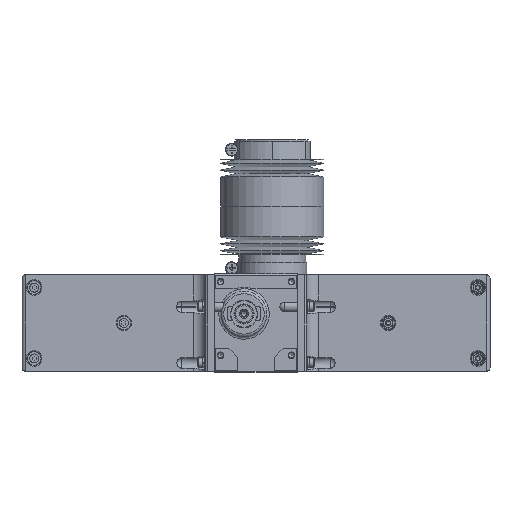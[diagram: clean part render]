
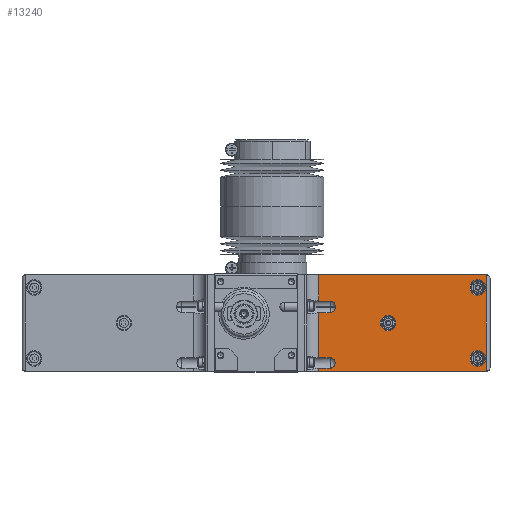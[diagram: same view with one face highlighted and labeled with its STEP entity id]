
A CAD part, top view. The second image highlights one B-rep face of the part: STEP entity #13240.
In plain terms, the highlighted face is planar.
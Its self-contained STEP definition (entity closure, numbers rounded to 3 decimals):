
#841=LINE('',#20737,#1900);
#843=LINE('',#20745,#1902);
#847=LINE('',#20759,#1906);
#849=LINE('',#20770,#1908);
#853=LINE('',#20794,#1912);
#854=LINE('',#20795,#1913);
#858=LINE('',#20819,#1917);
#859=LINE('',#20823,#1918);
#860=LINE('',#20824,#1919);
#861=LINE('',#20828,#1920);
#862=LINE('',#20832,#1921);
#1900=VECTOR('',#16492,1000.);
#1902=VECTOR('',#16500,1000.);
#1906=VECTOR('',#16516,1000.);
#1908=VECTOR('',#16522,1000.);
#1912=VECTOR('',#16530,1000.);
#1913=VECTOR('',#16531,1000.);
#1917=VECTOR('',#16547,1000.);
#1918=VECTOR('',#16550,1000.);
#1919=VECTOR('',#16551,1000.);
#1920=VECTOR('',#16554,1000.);
#1921=VECTOR('',#16557,1000.);
#3604=ORIENTED_EDGE('',*,*,#6800,.F.);
#3605=ORIENTED_EDGE('',*,*,#6801,.F.);
#3606=ORIENTED_EDGE('',*,*,#6802,.F.);
#3607=ORIENTED_EDGE('',*,*,#6803,.T.);
#3608=ORIENTED_EDGE('',*,*,#6804,.T.);
#3609=ORIENTED_EDGE('',*,*,#6805,.T.);
#3610=ORIENTED_EDGE('',*,*,#6793,.T.);
#3611=ORIENTED_EDGE('',*,*,#6770,.T.);
#3612=ORIENTED_EDGE('',*,*,#6781,.F.);
#3613=ORIENTED_EDGE('',*,*,#6774,.F.);
#3614=ORIENTED_EDGE('',*,*,#6792,.T.);
#3615=ORIENTED_EDGE('',*,*,#6806,.T.);
#3616=ORIENTED_EDGE('',*,*,#6807,.T.);
#3617=ORIENTED_EDGE('',*,*,#6808,.F.);
#3618=ORIENTED_EDGE('',*,*,#6809,.T.);
#3619=ORIENTED_EDGE('',*,*,#6810,.T.);
#3620=ORIENTED_EDGE('',*,*,#6784,.T.);
#6770=EDGE_CURVE('',#8466,#8465,#841,.T.);
#6774=EDGE_CURVE('',#8469,#8470,#843,.T.);
#6781=EDGE_CURVE('',#8470,#8465,#847,.T.);
#6784=EDGE_CURVE('',#8475,#8473,#849,.T.);
#6792=EDGE_CURVE('',#8469,#8482,#853,.T.);
#6793=EDGE_CURVE('',#8483,#8466,#854,.T.);
#6800=EDGE_CURVE('',#8489,#8489,#9624,.T.);
#6801=EDGE_CURVE('',#8490,#8490,#9625,.T.);
#6802=EDGE_CURVE('',#8491,#8491,#9626,.T.);
#6803=EDGE_CURVE('',#8473,#8492,#858,.F.);
#6804=EDGE_CURVE('',#8492,#8493,#9627,.T.);
#6805=EDGE_CURVE('',#8493,#8483,#859,.T.);
#6806=EDGE_CURVE('',#8482,#8494,#860,.F.);
#6807=EDGE_CURVE('',#8494,#8495,#9628,.T.);
#6808=EDGE_CURVE('',#8496,#8495,#861,.T.);
#6809=EDGE_CURVE('',#8496,#8497,#9629,.T.);
#6810=EDGE_CURVE('',#8497,#8475,#862,.T.);
#8465=VERTEX_POINT('',#20734);
#8466=VERTEX_POINT('',#20738);
#8469=VERTEX_POINT('',#20746);
#8470=VERTEX_POINT('',#20747);
#8473=VERTEX_POINT('',#20768);
#8475=VERTEX_POINT('',#20771);
#8482=VERTEX_POINT('',#20793);
#8483=VERTEX_POINT('',#20796);
#8489=VERTEX_POINT('',#20814);
#8490=VERTEX_POINT('',#20816);
#8491=VERTEX_POINT('',#20818);
#8492=VERTEX_POINT('',#20820);
#8493=VERTEX_POINT('',#20822);
#8494=VERTEX_POINT('',#20825);
#8495=VERTEX_POINT('',#20827);
#8496=VERTEX_POINT('',#20829);
#8497=VERTEX_POINT('',#20831);
#9624=CIRCLE('',#14371,6.);
#9625=CIRCLE('',#14372,6.);
#9626=CIRCLE('',#14373,6.);
#9627=CIRCLE('',#14374,4.);
#9628=CIRCLE('',#14375,4.);
#9629=CIRCLE('',#14376,4.);
#10356=EDGE_LOOP('',(#3604));
#10357=EDGE_LOOP('',(#3605));
#10358=EDGE_LOOP('',(#3606));
#10359=EDGE_LOOP('',(#3607,#3608,#3609,#3610,#3611,#3612,#3613,#3614,#3615,
#3616,#3617,#3618,#3619,#3620));
#11590=FACE_BOUND('',#10356,.T.);
#11591=FACE_BOUND('',#10357,.T.);
#11592=FACE_BOUND('',#10358,.T.);
#11593=FACE_BOUND('',#10359,.T.);
#12651=PLANE('',#14370);
#13240=ADVANCED_FACE('',(#11590,#11591,#11592,#11593),#12651,.F.);
#14370=AXIS2_PLACEMENT_3D('',#20812,#16539,#16540);
#14371=AXIS2_PLACEMENT_3D('',#20813,#16541,#16542);
#14372=AXIS2_PLACEMENT_3D('',#20815,#16543,#16544);
#14373=AXIS2_PLACEMENT_3D('',#20817,#16545,#16546);
#14374=AXIS2_PLACEMENT_3D('',#20821,#16548,#16549);
#14375=AXIS2_PLACEMENT_3D('',#20826,#16552,#16553);
#14376=AXIS2_PLACEMENT_3D('',#20830,#16555,#16556);
#16492=DIRECTION('',(-1.,0.,0.));
#16500=DIRECTION('',(-1.,0.,0.));
#16516=DIRECTION('',(0.,-1.,0.));
#16522=DIRECTION('',(0.,-1.,0.));
#16530=DIRECTION('',(0.,-1.,0.));
#16531=DIRECTION('',(0.,-1.,0.));
#16539=DIRECTION('',(0.,0.,1.));
#16540=DIRECTION('',(1.,0.,0.));
#16541=DIRECTION('',(0.,0.,-1.));
#16542=DIRECTION('',(-1.,0.,0.));
#16543=DIRECTION('',(0.,0.,-1.));
#16544=DIRECTION('',(-1.,0.,0.));
#16545=DIRECTION('',(0.,0.,-1.));
#16546=DIRECTION('',(-1.,0.,0.));
#16547=DIRECTION('',(1.,0.,0.));
#16548=DIRECTION('',(0.,0.,1.));
#16549=DIRECTION('',(1.,0.,0.));
#16550=DIRECTION('',(1.,0.,0.));
#16551=DIRECTION('',(1.,0.,0.));
#16552=DIRECTION('',(0.,0.,1.));
#16553=DIRECTION('',(1.,0.,0.));
#16554=DIRECTION('',(0.,1.,0.));
#16555=DIRECTION('',(0.,0.,1.));
#16556=DIRECTION('',(1.,0.,0.));
#16557=DIRECTION('',(1.,0.,0.));
#20734=CARTESIAN_POINT('',(-146.,-37.5,-16.));
#20737=CARTESIAN_POINT('',(-16.183,-37.5,-16.));
#20738=CARTESIAN_POINT('',(-16.183,-37.5,-16.));
#20745=CARTESIAN_POINT('',(-16.183,37.5,-16.));
#20746=CARTESIAN_POINT('',(-16.183,37.5,-16.));
#20747=CARTESIAN_POINT('',(-146.,37.5,-16.));
#20759=CARTESIAN_POINT('',(-146.,37.5,-16.));
#20768=CARTESIAN_POINT('',(-16.183,-27.,-16.));
#20770=CARTESIAN_POINT('',(-16.183,37.5,-16.));
#20771=CARTESIAN_POINT('',(-16.183,8.,-16.));
#20793=CARTESIAN_POINT('',(-16.183,17.,-16.));
#20794=CARTESIAN_POINT('',(-16.183,37.5,-16.));
#20795=CARTESIAN_POINT('',(-16.183,37.5,-16.));
#20796=CARTESIAN_POINT('',(-16.183,-35.,-16.));
#20812=CARTESIAN_POINT('',(-16.183,37.5,-16.));
#20813=CARTESIAN_POINT('',(-70.,0.,-16.));
#20814=CARTESIAN_POINT('',(-76.,0.,-16.));
#20815=CARTESIAN_POINT('',(-139.5,-27.5,-16.));
#20816=CARTESIAN_POINT('',(-145.5,-27.5,-16.));
#20817=CARTESIAN_POINT('',(-139.5,27.5,-16.));
#20818=CARTESIAN_POINT('',(-145.5,27.5,-16.));
#20819=CARTESIAN_POINT('',(-25.,-27.,-16.));
#20820=CARTESIAN_POINT('',(-25.,-27.,-16.));
#20821=CARTESIAN_POINT('',(-25.,-31.,-16.));
#20822=CARTESIAN_POINT('',(-25.,-35.,-16.));
#20823=CARTESIAN_POINT('',(-25.,-35.,-16.));
#20824=CARTESIAN_POINT('',(-25.,17.,-16.));
#20825=CARTESIAN_POINT('',(-25.,17.,-16.));
#20826=CARTESIAN_POINT('',(-25.,13.,-16.));
#20827=CARTESIAN_POINT('',(-29.,13.,-16.));
#20828=CARTESIAN_POINT('',(-29.,18.,-16.));
#20829=CARTESIAN_POINT('',(-29.,12.,-16.));
#20830=CARTESIAN_POINT('',(-25.,12.,-16.));
#20831=CARTESIAN_POINT('',(-25.,8.,-16.));
#20832=CARTESIAN_POINT('',(-25.,8.,-16.));
